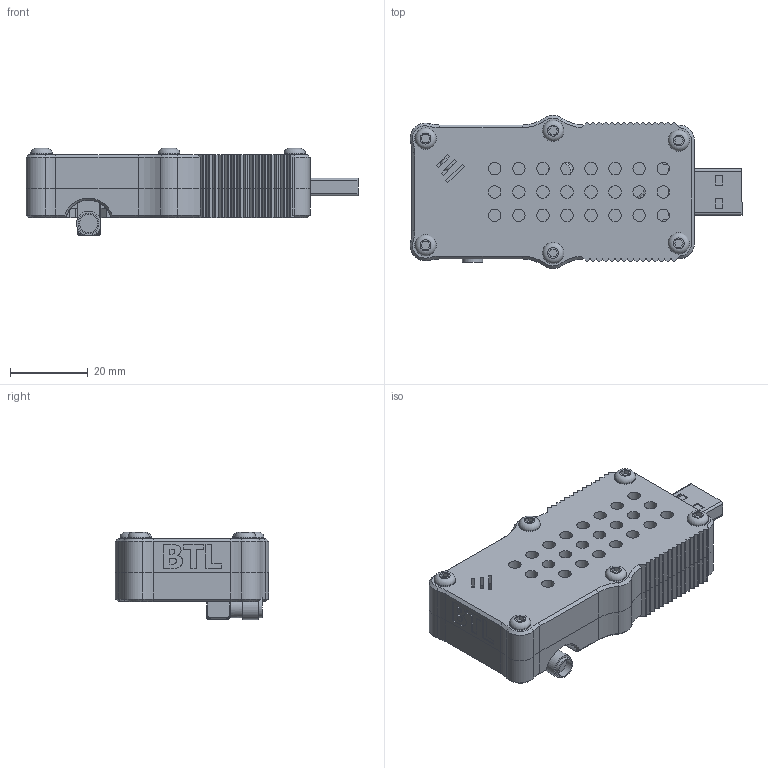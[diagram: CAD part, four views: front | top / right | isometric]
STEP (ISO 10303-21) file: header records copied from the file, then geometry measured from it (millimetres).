
FILE_DESCRIPTION(/* description */ (''),/* implementation_level */ '2;1');
FILE_NAME(/* name */ 'ASSEMBLY_Main.stp',/* time_stamp */ '2024-11-10T18:06:31+01:00',/* author */ ('User'),/* organization */ (''),/* preprocessor_version */ 'ST-DEVELOPER v20',/* originating_system */ 'Autodesk Inventor 2025',/* authorisation */ '');
FILE_SCHEMA (('AUTOMOTIVE_DESIGN { 1 0 10303 214 3 1 1 }'));
Length unit declared in the file: millimetre
Products named in the file (5): ASSEMBLY_Main; COTS_GENERIC_M3x16_screw; 3DP_PLA_Case_bottom_half; COTS_GENERIC_rtl_sdr_dongle; 3DP_PLA_Case_top_half
Assembly tree (9 placements, depth 2):
  ASSEMBLY_Main
    COTS_GENERIC_M3x16_screw  x6
    3DP_PLA_Case_bottom_half
    COTS_GENERIC_rtl_sdr_dongle
    3DP_PLA_Case_top_half
Bounding box: 85.54 x 39.47 x 22.5 mm (x, y, z)
Volume: 24812.4 mm3; surface area: 23236.8 mm2
Topology: 9 solids, 9 shells, 871 faces, 2404 edges, 1583 vertices
Faces by surface type: plane 485, cylinder 266, bspline 77, cone 35, torus 8
Full cylindrical faces by diameter (mm): 2.1 x2, 2.5 x6, 3 x37, 3.2 x24, 4.7 x1, 5.3 x2, 5.5 x6, 6.3 x3
Entity records: 28386 total; most frequent: CARTESIAN_POINT 7091, ORIENTED_EDGE 4528, DIRECTION 4159, EDGE_CURVE 2264, LINE 1529, VECTOR 1529, VERTEX_POINT 1493, AXIS2_PLACEMENT_3D 1315
